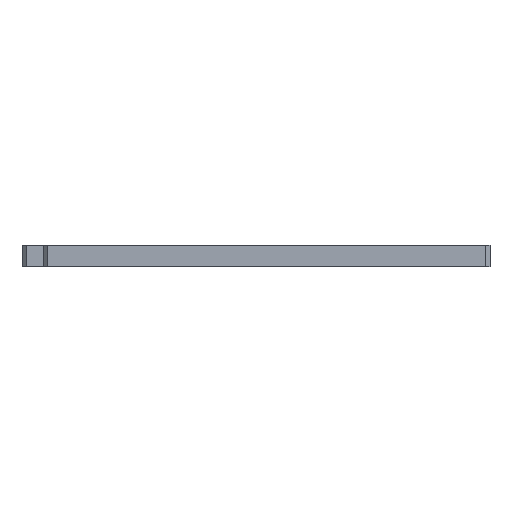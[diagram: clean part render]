
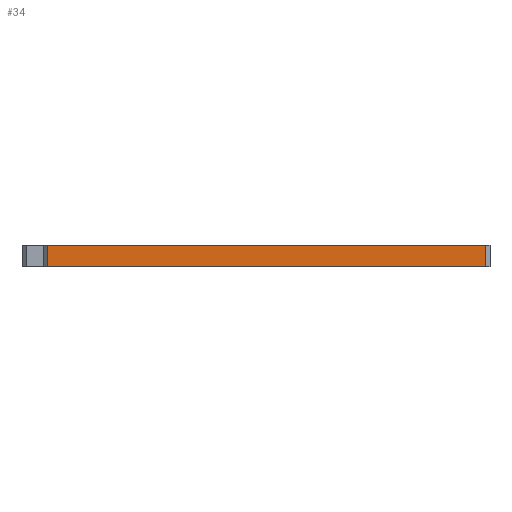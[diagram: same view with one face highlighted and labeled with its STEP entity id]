
A CAD part, left-side view. The second image highlights one B-rep face of the part: STEP entity #34.
In plain terms, the highlighted planar face has unit normal (-1, 0, 0).
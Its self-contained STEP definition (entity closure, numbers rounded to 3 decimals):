
#34 = ADVANCED_FACE ( 'NONE', ( #2073 ), #1511, .T. ) ;
#52 = EDGE_CURVE ( 'NONE', #1321, #1902, #1082, .T. ) ;
#195 = DIRECTION ( 'NONE',  ( 0., 0., -1. ) ) ;
#325 = CARTESIAN_POINT ( 'NONE',  ( 0., 0., 10. ) ) ;
#392 = AXIS2_PLACEMENT_3D ( 'NONE', #325, #525, #1916 ) ;
#403 = VECTOR ( 'NONE', #195, 1000. ) ;
#454 = VECTOR ( 'NONE', #2081, 1000. ) ;
#525 = DIRECTION ( 'NONE',  ( -1., 0., 0. ) ) ;
#663 = LINE ( 'NONE', #1794, #403 ) ;
#696 = LINE ( 'NONE', #1656, #2566 ) ;
#842 = EDGE_CURVE ( 'NONE', #1321, #1844, #2576, .T. ) ;
#904 = DIRECTION ( 'NONE',  ( 0., 1., 0. ) ) ;
#985 = CARTESIAN_POINT ( 'NONE',  ( 0., -8., 0. ) ) ;
#1082 = LINE ( 'NONE', #2120, #2272 ) ;
#1131 = CARTESIAN_POINT ( 'NONE',  ( 0., 198., 0. ) ) ;
#1321 = VERTEX_POINT ( 'NONE', #985 ) ;
#1424 = ORIENTED_EDGE ( 'NONE', *, *, #52, .F. ) ;
#1493 = CARTESIAN_POINT ( 'NONE',  ( 0., 198., 10. ) ) ;
#1511 = PLANE ( 'NONE',  #392 ) ;
#1596 = EDGE_CURVE ( 'NONE', #1844, #1884, #696, .T. ) ;
#1653 = CARTESIAN_POINT ( 'NONE',  ( 0., -8., 0. ) ) ;
#1656 = CARTESIAN_POINT ( 'NONE',  ( 0., 0., 10. ) ) ;
#1794 = CARTESIAN_POINT ( 'NONE',  ( 0., 198., 10. ) ) ;
#1843 = ORIENTED_EDGE ( 'NONE', *, *, #842, .T. ) ;
#1844 = VERTEX_POINT ( 'NONE', #1864 ) ;
#1864 = CARTESIAN_POINT ( 'NONE',  ( 0., -8., 10. ) ) ;
#1884 = VERTEX_POINT ( 'NONE', #1493 ) ;
#1902 = VERTEX_POINT ( 'NONE', #1131 ) ;
#1916 = DIRECTION ( 'NONE',  ( 0., 0., 1. ) ) ;
#2073 = FACE_OUTER_BOUND ( 'NONE', #2323, .T. ) ;
#2081 = DIRECTION ( 'NONE',  ( 0., 0., 1. ) ) ;
#2119 = ORIENTED_EDGE ( 'NONE', *, *, #1596, .T. ) ;
#2120 = CARTESIAN_POINT ( 'NONE',  ( 0., 0., 0. ) ) ;
#2230 = EDGE_CURVE ( 'NONE', #1884, #1902, #663, .T. ) ;
#2272 = VECTOR ( 'NONE', #904, 1000. ) ;
#2323 = EDGE_LOOP ( 'NONE', ( #2119, #2404, #1424, #1843 ) ) ;
#2404 = ORIENTED_EDGE ( 'NONE', *, *, #2230, .T. ) ;
#2472 = DIRECTION ( 'NONE',  ( 0., 1., 0. ) ) ;
#2566 = VECTOR ( 'NONE', #2472, 1000. ) ;
#2576 = LINE ( 'NONE', #1653, #454 ) ;
